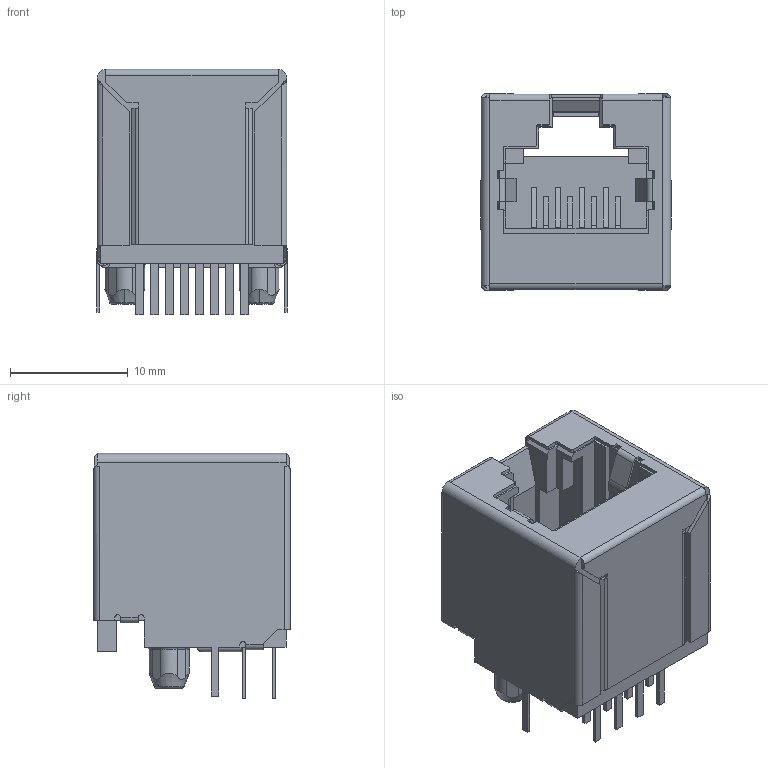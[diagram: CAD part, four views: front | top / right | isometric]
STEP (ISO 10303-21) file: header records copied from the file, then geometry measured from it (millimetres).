
FILE_DESCRIPTION((''),'2;1');
FILE_NAME('C-6368150-1','2021-06-21T02:48:02',('workeradm'),('TE Connectivity Ltd.'),'CREO PARAMETRIC BY PTC INC, 2019292','CREO PARAMETRIC BY PTC INC, 2019292','');
FILE_SCHEMA(('AUTOMOTIVE_DESIGN { 1 0 10303 214 1 1 1 1 }'));
Length unit declared in the file: millimetre
Products named in the file (1): C-6368150-1
Bounding box: 16.12 x 16.68 x 20.8 mm (x, y, z)
Volume: 2865.9 mm3; surface area: 2477.7 mm2
Topology: 1 solids, 2 shells, 482 faces, 1292 edges, 816 vertices
Faces by surface type: plane 363, cylinder 99, torus 12, bspline 4, cone 4
Entity records: 11211 total; most frequent: ORIENTED_EDGE 2584, CARTESIAN_POINT 1640, EDGE_CURVE 1292, LINE 1026, VERTEX_POINT 816, AXIS2_PLACEMENT_3D 607, EDGE_LOOP 506, FACE_OUTER_BOUND 482
